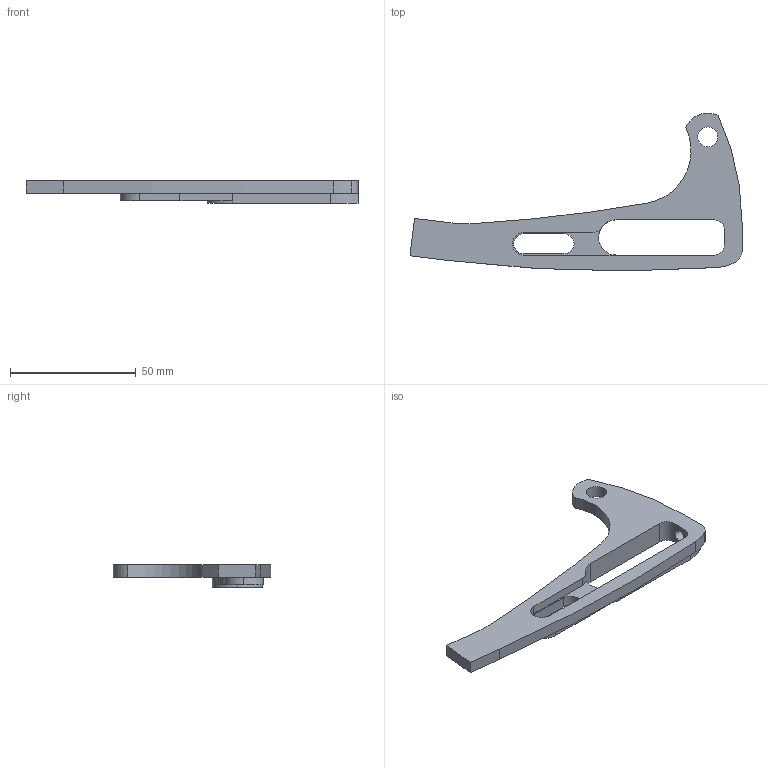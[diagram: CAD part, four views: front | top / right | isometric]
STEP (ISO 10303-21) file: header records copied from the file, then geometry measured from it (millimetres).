
FILE_DESCRIPTION (( 'STEP AP214' ), '1' );
FILE_NAME ('DSX005RBD.STEP', '2025-08-12T18:59:03', ( '' ), ( '' ), 'SwSTEP 2.0', 'SolidWorks 2023', '' );
FILE_SCHEMA (( 'AUTOMOTIVE_DESIGN' ));
Length unit declared in the file: millimetre
Products named in the file (1): DSX005RBD
Bounding box: 132.01 x 62.77 x 9 mm (x, y, z)
Volume: 13369.1 mm3; surface area: 9901.8 mm2
Topology: 1 solids, 1 shells, 66 faces, 185 edges, 123 vertices
Faces by surface type: cylinder 44, plane 22
Entity records: 2210 total; most frequent: DIRECTION 409, CARTESIAN_POINT 375, ORIENTED_EDGE 370, EDGE_CURVE 185, AXIS2_PLACEMENT_3D 157, VERTEX_POINT 123, LINE 95, VECTOR 95
